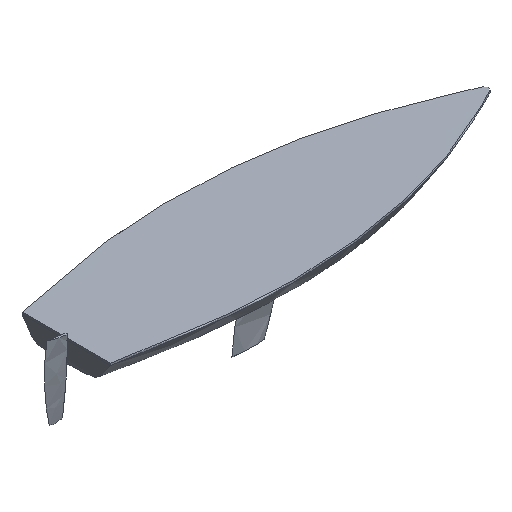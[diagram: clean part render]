
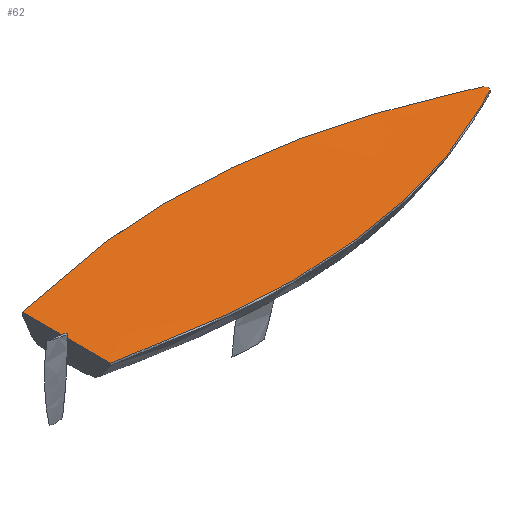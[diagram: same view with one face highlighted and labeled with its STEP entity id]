
A CAD part, isometric view. The second image highlights one B-rep face of the part: STEP entity #62.
In plain terms, the highlighted free-form (B-spline) face has degree [1, 2] with [2, 8] control points.
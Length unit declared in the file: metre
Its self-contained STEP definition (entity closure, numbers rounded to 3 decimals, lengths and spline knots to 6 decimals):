
#2 = CARTESIAN_POINT ('', (-1.898844, -0.436975, 0.251871));
#3 = VERTEX_POINT ('', #2);
#4 = CARTESIAN_POINT ('', (2.25253, 0., 0.308223));
#5 = VERTEX_POINT ('', #4);
#6 = CARTESIAN_POINT ('', (-1.898844, -0.436975, 0.251871));
#7 = CARTESIAN_POINT ('', (-1.04404, -0.611181, 0.263881));
#8 = CARTESIAN_POINT ('', (-0.187391, -0.661788, 0.2685));
#9 = CARTESIAN_POINT ('', (0.709414, -0.578091, 0.278661));
#10 = CARTESIAN_POINT ('', (1.525908, -0.361064, 0.286052));
#11 = CARTESIAN_POINT ('', (2.204726, -0.056447, 0.30268));
#12 = CARTESIAN_POINT ('', (2.240101, -0.032116, 0.306375));
#13 = CARTESIAN_POINT ('', (2.25253, 0., 0.308223));
#14 = (
   BOUNDED_CURVE ()
   B_SPLINE_CURVE (2, (#6, #7, #8, #9, #10, #11, #12, #13), .UNSPECIFIED., .F., .U.)
   B_SPLINE_CURVE_WITH_KNOTS ((3, 1, 1, 1, 1, 1, 3), (0., 0.166667, 0.333333, 0.5, 0.666667, 0.833333, 1.), .UNSPECIFIED.)
   CURVE ()
   GEOMETRIC_REPRESENTATION_ITEM ()
   RATIONAL_B_SPLINE_CURVE ((1., 1., 1., 1., 1., 1., 10., 1.))
   REPRESENTATION_ITEM ('')
);
#15 = EDGE_CURVE ('', #3, #5, #14, .T.);
#16 = ORIENTED_EDGE ('', *, *, #15, .T.);
#17 = CARTESIAN_POINT ('', (-1.898844, 0.436975, 0.251871));
#18 = VERTEX_POINT ('', #17);
#19 = CARTESIAN_POINT ('', (-1.898844, 0.436975, 0.251871));
#20 = CARTESIAN_POINT ('', (-1.04404, 0.611181, 0.263881));
#21 = CARTESIAN_POINT ('', (-0.187391, 0.661788, 0.2685));
#22 = CARTESIAN_POINT ('', (0.709414, 0.578091, 0.278661));
#23 = CARTESIAN_POINT ('', (1.525908, 0.361064, 0.286052));
#24 = CARTESIAN_POINT ('', (2.204726, 0.056447, 0.30268));
#25 = CARTESIAN_POINT ('', (2.240101, 0.032116, 0.306375));
#26 = CARTESIAN_POINT ('', (2.25253, 0., 0.308223));
#27 = (
   BOUNDED_CURVE ()
   B_SPLINE_CURVE (2, (#19, #20, #21, #22, #23, #24, #25, #26), .UNSPECIFIED., .F., .U.)
   B_SPLINE_CURVE_WITH_KNOTS ((3, 1, 1, 1, 1, 1, 3), (0., 0.166667, 0.333333, 0.5, 0.666667, 0.833333, 1.), .UNSPECIFIED.)
   CURVE ()
   GEOMETRIC_REPRESENTATION_ITEM ()
   RATIONAL_B_SPLINE_CURVE ((1., 1., 1., 1., 1., 1., 10., 1.))
   REPRESENTATION_ITEM ('')
);
#28 = EDGE_CURVE ('', #18, #5, #27, .T.);
#29 = ORIENTED_EDGE ('', *, *, #28, .F.);
#30 = CARTESIAN_POINT ('', (-1.898844, -0.436975, 0.251871));
#31 = CARTESIAN_POINT ('', (-1.898844, 0.436975, 0.251871));
#32 = B_SPLINE_CURVE_WITH_KNOTS ('', 1, (#30, #31), .UNSPECIFIED., .F., .U., (2, 2), (0., 1.), .UNSPECIFIED.);
#33 = EDGE_CURVE ('', #3, #18, #32, .T.);
#34 = ORIENTED_EDGE ('', *, *, #33, .F.);
#35 = EDGE_LOOP ('', (#16, #29, #34));
#36 = FACE_OUTER_BOUND ('', #35, .F.);
#37 = CARTESIAN_POINT ('', (2.25253, 0., 0.308223));
#38 = CARTESIAN_POINT ('', (2.240101, -0.032116, 0.306375));
#39 = CARTESIAN_POINT ('', (2.204726, -0.056447, 0.30268));
#40 = CARTESIAN_POINT ('', (1.525908, -0.361064, 0.286052));
#41 = CARTESIAN_POINT ('', (0.709414, -0.578091, 0.278661));
#42 = CARTESIAN_POINT ('', (-0.187391, -0.661788, 0.2685));
#43 = CARTESIAN_POINT ('', (-1.04404, -0.611181, 0.263881));
#44 = CARTESIAN_POINT ('', (-1.898844, -0.436975, 0.251871));
#45 = CARTESIAN_POINT ('', (2.25253, 0., 0.308223));
#46 = CARTESIAN_POINT ('', (2.240101, 0.032116, 0.306375));
#47 = CARTESIAN_POINT ('', (2.204726, 0.056447, 0.30268));
#48 = CARTESIAN_POINT ('', (1.525908, 0.361064, 0.286052));
#49 = CARTESIAN_POINT ('', (0.709414, 0.578091, 0.278661));
#50 = CARTESIAN_POINT ('', (-0.187391, 0.661788, 0.2685));
#51 = CARTESIAN_POINT ('', (-1.04404, 0.611181, 0.263881));
#52 = CARTESIAN_POINT ('', (-1.898844, 0.436975, 0.251871));
#53 = (
   BOUNDED_SURFACE ()
   B_SPLINE_SURFACE (1, 2, ((#37, #38, #39, #40, #41, #42, #43, #44), (#45, #46, #47, #48, #49, #50, #51, #52)), .UNSPECIFIED., .F., .F., .U.)
   B_SPLINE_SURFACE_WITH_KNOTS ((2, 2), (3, 1, 1, 1, 1, 1, 3), (0., 1.), (0., 0.166667, 0.333333, 0.5, 0.666667, 0.833333, 1.), .UNSPECIFIED.)
   GEOMETRIC_REPRESENTATION_ITEM ()
   RATIONAL_B_SPLINE_SURFACE (((1., 10., 1., 1., 1., 1., 1., 1.), (1., 10., 1., 1., 1., 1., 1., 1.)))
   REPRESENTATION_ITEM ('LASER01_scope4_TrimSrf01_LASER01_scope4_TrimSrf01')
   SURFACE ()
);
#62 = ADVANCED_FACE ('face_5', (#36), #53, .F.);
